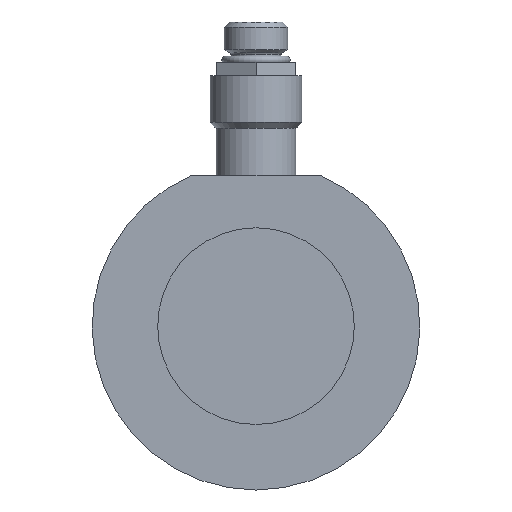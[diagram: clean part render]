
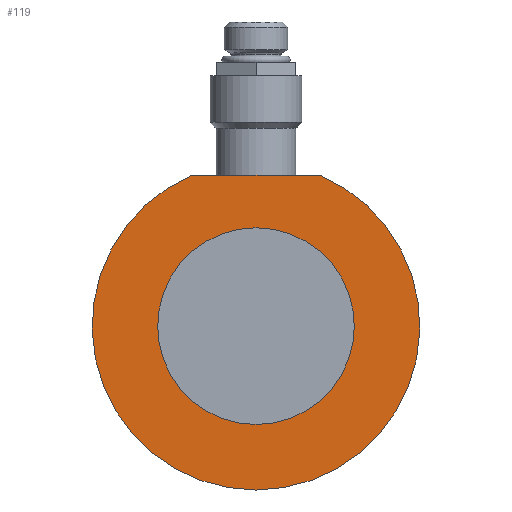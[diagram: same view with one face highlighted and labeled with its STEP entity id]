
A CAD part, left-side view. The second image highlights one B-rep face of the part: STEP entity #119.
In plain terms, the highlighted planar face has unit normal (-1, 0, 0).
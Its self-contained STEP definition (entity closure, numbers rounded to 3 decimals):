
#119 = ADVANCED_FACE( '', ( #254, #255 ), #256, .F. );
#254 = FACE_OUTER_BOUND( '', #383, .T. );
#255 = FACE_BOUND( '', #384, .T. );
#256 = PLANE( '', #385 );
#383 = EDGE_LOOP( '', ( #606, #607 ) );
#384 = EDGE_LOOP( '', ( #608 ) );
#385 = AXIS2_PLACEMENT_3D( '', #609, #610, #611 );
#606 = ORIENTED_EDGE( '', *, *, #656, .T. );
#607 = ORIENTED_EDGE( '', *, *, #687, .F. );
#608 = ORIENTED_EDGE( '', *, *, #689, .T. );
#609 = CARTESIAN_POINT( '', ( 0., 7.5, 0. ) );
#610 = DIRECTION( '', ( 1., 0., 0. ) );
#611 = DIRECTION( '', ( 0., 1., 0. ) );
#656 = EDGE_CURVE( '', #763, #760, #764, .T. );
#687 = EDGE_CURVE( '', #763, #760, #803, .T. );
#689 = EDGE_CURVE( '', #805, #805, #806, .T. );
#760 = VERTEX_POINT( '', #890 );
#763 = VERTEX_POINT( '', #894 );
#764 = LINE( '', #895, #896 );
#803 = CIRCLE( '', #944, 12.5 );
#805 = VERTEX_POINT( '', #946 );
#806 = CIRCLE( '', #947, 7.5 );
#890 = CARTESIAN_POINT( '', ( 0., 4.899, 11.5 ) );
#894 = CARTESIAN_POINT( '', ( 0., -4.899, 11.5 ) );
#895 = CARTESIAN_POINT( '', ( 0., 7.5, 11.5 ) );
#896 = VECTOR( '', #1013, 1000. );
#944 = AXIS2_PLACEMENT_3D( '', #1044, #1045, #1046 );
#946 = CARTESIAN_POINT( '', ( 0., 7.5, 0. ) );
#947 = AXIS2_PLACEMENT_3D( '', #1047, #1048, #1049 );
#1013 = DIRECTION( '', ( 0., 1., 0. ) );
#1044 = CARTESIAN_POINT( '', ( 0., 0., 0. ) );
#1045 = DIRECTION( '', ( 1., 0., 0. ) );
#1046 = DIRECTION( '', ( 0., 1., 0. ) );
#1047 = CARTESIAN_POINT( '', ( 0., 0., 0. ) );
#1048 = DIRECTION( '', ( 1., 0., 0. ) );
#1049 = DIRECTION( '', ( 0., 1., 0. ) );
